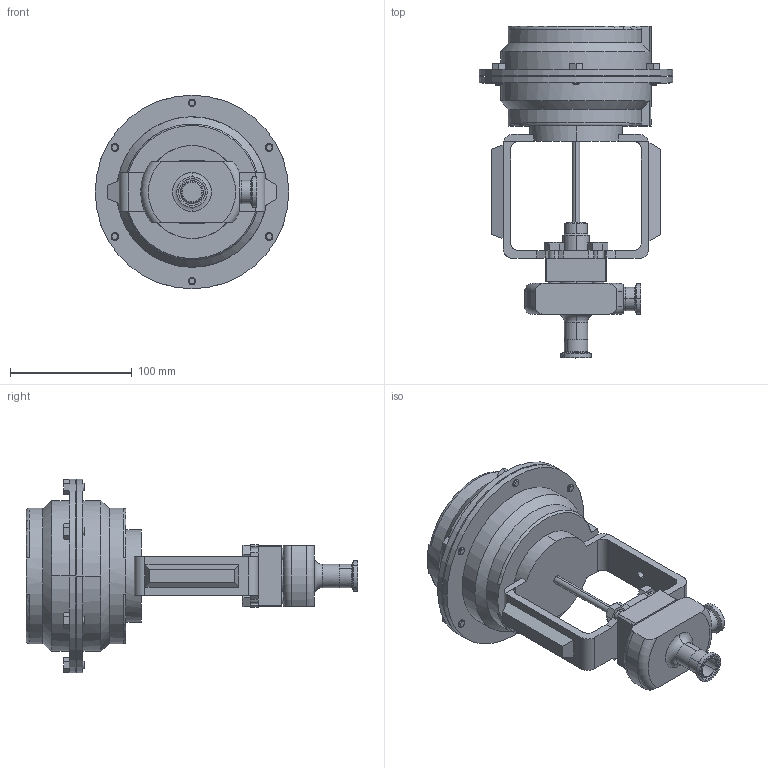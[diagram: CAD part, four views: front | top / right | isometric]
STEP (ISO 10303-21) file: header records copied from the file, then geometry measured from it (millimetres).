
FILE_DESCRIPTION (( 'STEP AP203' ), '1' );
FILE_NAME ('978-075-LF-14M.STEP', '2017-06-14T15:13:57', ( '' ), ( '' ), 'SwSTEP 2.0', 'SolidWorks 2014', '' );
FILE_SCHEMA (( 'CONFIG_CONTROL_DESIGN' ));
Length unit declared in the file: inch
Products named in the file (2): 978-075-LF-14M
Bounding box: 158.75 x 272.11 x 158.9 mm (x, y, z)
Volume: 1318455.2 mm3; surface area: 138241 mm2
Topology: 1 solids, 1 shells, 417 faces, 1039 edges, 646 vertices
Faces by surface type: plane 178, cylinder 109, cone 88, torus 22, bspline 20
Entity records: 16929 total; most frequent: CARTESIAN_POINT 6987, ORIENTED_EDGE 2078, DIRECTION 1983, EDGE_CURVE 1039, AXIS2_PLACEMENT_3D 747, VERTEX_POINT 646, VECTOR 489, LINE 489
